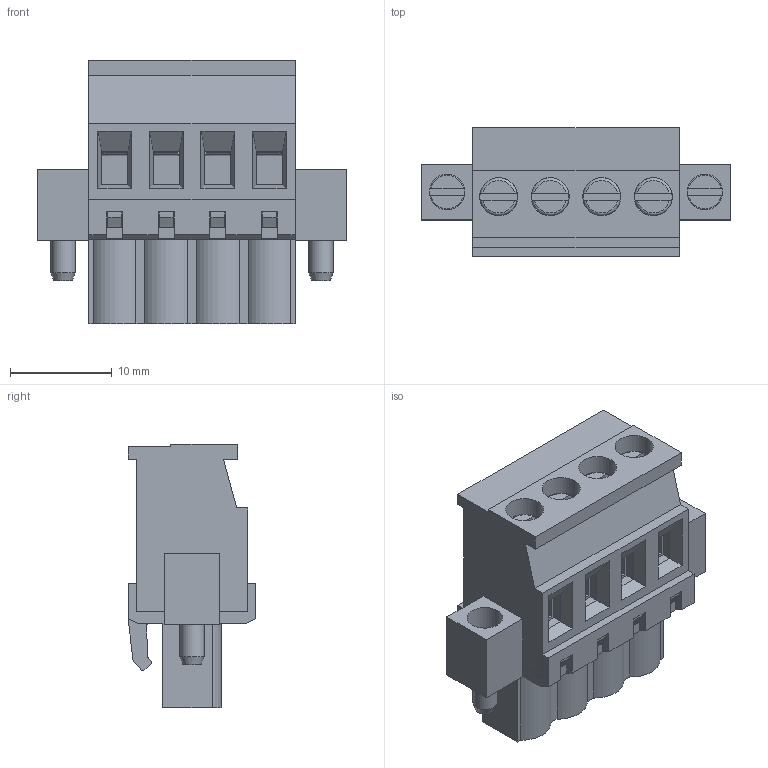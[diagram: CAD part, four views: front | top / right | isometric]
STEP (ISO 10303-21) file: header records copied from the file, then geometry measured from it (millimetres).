
FILE_DESCRIPTION( ( 'Unknown' ), '1' );
FILE_NAME( '691345510004.stp', 'Unknown', ( 'Unknown' ), ( 'Unknown' ), 'PSStep 14.0', 'Unknown', ' ' );
FILE_SCHEMA( ( 'AUTOMOTIVE_DESIGN { 1 0 10303 214 1 1 1 1 }' ) );
Length unit declared in the file: millimetre
Products named in the file (7): Assem1; 6913455100xx_CAGE; 6913455100xx_VIS; 6913455100xx; 6913455100xx_VIS_Flange; 691343510004; 691343510004_BAS
Assembly tree (16 placements, depth 2):
  Assem1
    6913455100xx_CAGE  x4
    6913455100xx_VIS  x4
    6913455100xx  x4
    6913455100xx_VIS_Flange  x2
    691343510004
    691343510004_BAS
Bounding box: 30.48 x 12.6 x 26 mm (x, y, z)
Volume: 3495.2 mm3; surface area: 8105.9 mm2
Topology: 16 solids, 16 shells, 904 faces, 2489 edges, 1619 vertices
Faces by surface type: plane 694, cylinder 178, torus 18, cone 14
Full cylindrical faces by diameter (mm): 1.5 x4, 2.2 x4, 2.4 x4, 2.7 x4, 2.9 x4, 3 x4, 3.5 x2, 3.7 x4, 3.75 x4, 3.8 x2
Entity records: 23274 total; most frequent: CARTESIAN_POINT 3297, ORIENTED_EDGE 3190, DIRECTION 2962, EDGE_CURVE 1595, LINE 1422, VECTOR 1422, VERTEX_POINT 1057, AXIS2_PLACEMENT_3D 770
